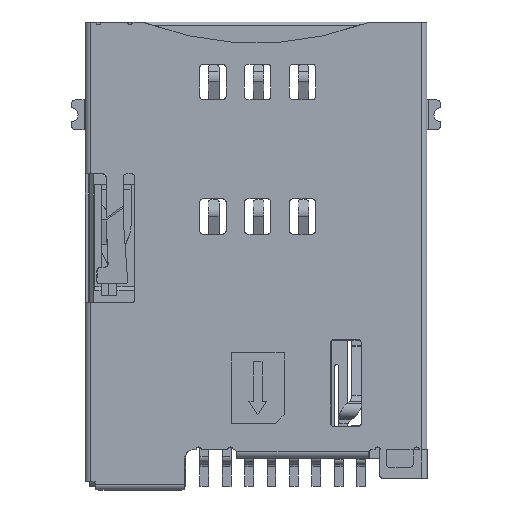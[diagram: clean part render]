
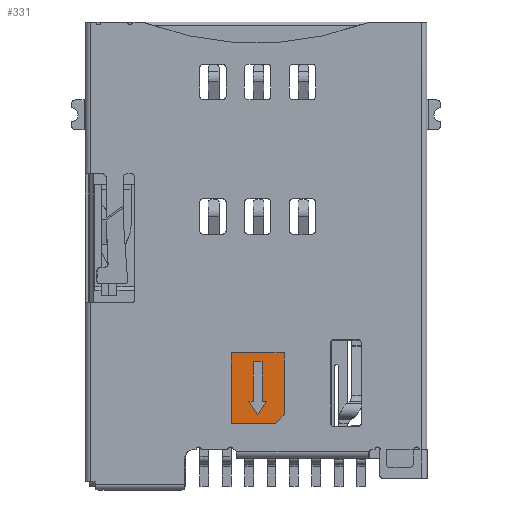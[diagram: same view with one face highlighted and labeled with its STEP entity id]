
A CAD part, top view. The second image highlights one B-rep face of the part: STEP entity #331.
In plain terms, the highlighted planar face has unit normal (0, 0, 1).
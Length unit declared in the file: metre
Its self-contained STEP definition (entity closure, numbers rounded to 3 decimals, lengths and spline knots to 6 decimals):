
#331 = ADVANCED_FACE( '', ( #1544, #1545 ), #1546, .T. );
#1544 = FACE_OUTER_BOUND( '', #4095, .T. );
#1545 = FACE_BOUND( '', #4096, .T. );
#1546 = PLANE( '', #4097 );
#4095 = EDGE_LOOP( '', ( #8031, #8032, #8033, #8034, #8035 ) );
#4096 = EDGE_LOOP( '', ( #8036, #8037, #8038, #8039, #8040, #8041, #8042 ) );
#4097 = AXIS2_PLACEMENT_3D( '', #8043, #8044, #8045 );
#8031 = ORIENTED_EDGE( '', *, *, #14412, .T. );
#8032 = ORIENTED_EDGE( '', *, *, #14663, .T. );
#8033 = ORIENTED_EDGE( '', *, *, #14664, .T. );
#8034 = ORIENTED_EDGE( '', *, *, #14187, .F. );
#8035 = ORIENTED_EDGE( '', *, *, #14665, .T. );
#8036 = ORIENTED_EDGE( '', *, *, #14316, .F. );
#8037 = ORIENTED_EDGE( '', *, *, #14178, .F. );
#8038 = ORIENTED_EDGE( '', *, *, #14666, .T. );
#8039 = ORIENTED_EDGE( '', *, *, #14667, .T. );
#8040 = ORIENTED_EDGE( '', *, *, #14668, .T. );
#8041 = ORIENTED_EDGE( '', *, *, #14669, .T. );
#8042 = ORIENTED_EDGE( '', *, *, #14670, .T. );
#8043 = CARTESIAN_POINT( '', ( 0.025452, 0.004626, 0.00192 ) );
#8044 = DIRECTION( '', ( 0., 0., 1. ) );
#8045 = DIRECTION( '', ( 1., 0., 0. ) );
#14178 = EDGE_CURVE( '', #17371, #17372, #17373, .T. );
#14187 = EDGE_CURVE( '', #17387, #17388, #17389, .T. );
#14316 = EDGE_CURVE( '', #17372, #17620, #17621, .T. );
#14412 = EDGE_CURVE( '', #17792, #17793, #17794, .T. );
#14663 = EDGE_CURVE( '', #17793, #18229, #18230, .T. );
#14664 = EDGE_CURVE( '', #18229, #17388, #18231, .T. );
#14665 = EDGE_CURVE( '', #17387, #17792, #18232, .T. );
#14666 = EDGE_CURVE( '', #17371, #18233, #18234, .T. );
#14667 = EDGE_CURVE( '', #18233, #18235, #18236, .T. );
#14668 = EDGE_CURVE( '', #18235, #18237, #18238, .T. );
#14669 = EDGE_CURVE( '', #18237, #18239, #18240, .T. );
#14670 = EDGE_CURVE( '', #18239, #17620, #18241, .T. );
#17371 = VERTEX_POINT( '', #22340 );
#17372 = VERTEX_POINT( '', #22341 );
#17373 = LINE( '', #22342, #22343 );
#17387 = VERTEX_POINT( '', #22364 );
#17388 = VERTEX_POINT( '', #22365 );
#17389 = LINE( '', #22366, #22367 );
#17620 = VERTEX_POINT( '', #22730 );
#17621 = LINE( '', #22731, #22732 );
#17792 = VERTEX_POINT( '', #22996 );
#17793 = VERTEX_POINT( '', #22997 );
#17794 = LINE( '', #22998, #22999 );
#18229 = VERTEX_POINT( '', #23655 );
#18230 = LINE( '', #23656, #23657 );
#18231 = LINE( '', #23658, #23659 );
#18232 = LINE( '', #23660, #23661 );
#18233 = VERTEX_POINT( '', #23662 );
#18234 = LINE( '', #23663, #23664 );
#18235 = VERTEX_POINT( '', #23665 );
#18236 = LINE( '', #23666, #23667 );
#18237 = VERTEX_POINT( '', #23668 );
#18238 = LINE( '', #23669, #23670 );
#18239 = VERTEX_POINT( '', #23671 );
#18240 = LINE( '', #23672, #23673 );
#18241 = LINE( '', #23674, #23675 );
#22340 = CARTESIAN_POINT( '', ( 0.026088, 0.005112, 0.00192 ) );
#22341 = CARTESIAN_POINT( '', ( 0.025588, 0.005112, 0.00192 ) );
#22342 = CARTESIAN_POINT( '', ( 0.026088, 0.005112, 0.00192 ) );
#22343 = VECTOR( '', #27570, 1. );
#22364 = CARTESIAN_POINT( '', ( 0.024338, 0.001612, 0.00192 ) );
#22365 = CARTESIAN_POINT( '', ( 0.024338, 0.005612, 0.00192 ) );
#22366 = CARTESIAN_POINT( '', ( 0.024338, 0.001612, 0.00192 ) );
#22367 = VECTOR( '', #27581, 1. );
#22730 = CARTESIAN_POINT( '', ( 0.025588, 0.002862, 0.00192 ) );
#22731 = CARTESIAN_POINT( '', ( 0.025588, 0.005112, 0.00192 ) );
#22732 = VECTOR( '', #27750, 1. );
#22996 = CARTESIAN_POINT( '', ( 0.026838, 0.001612, 0.00192 ) );
#22997 = CARTESIAN_POINT( '', ( 0.027338, 0.002112, 0.00192 ) );
#22998 = CARTESIAN_POINT( '', ( 0.026838, 0.001612, 0.00192 ) );
#22999 = VECTOR( '', #27874, 1. );
#23655 = CARTESIAN_POINT( '', ( 0.027338, 0.005612, 0.00192 ) );
#23656 = CARTESIAN_POINT( '', ( 0.027338, 0.002112, 0.00192 ) );
#23657 = VECTOR( '', #28220, 1. );
#23658 = CARTESIAN_POINT( '', ( 0.027338, 0.005612, 0.00192 ) );
#23659 = VECTOR( '', #28221, 1. );
#23660 = CARTESIAN_POINT( '', ( 0.024338, 0.001612, 0.00192 ) );
#23661 = VECTOR( '', #28222, 1. );
#23662 = CARTESIAN_POINT( '', ( 0.026088, 0.002862, 0.00192 ) );
#23663 = CARTESIAN_POINT( '', ( 0.026088, 0.005112, 0.00192 ) );
#23664 = VECTOR( '', #28223, 1. );
#23665 = CARTESIAN_POINT( '', ( 0.026338, 0.002862, 0.00192 ) );
#23666 = CARTESIAN_POINT( '', ( 0.026088, 0.002862, 0.00192 ) );
#23667 = VECTOR( '', #28224, 1. );
#23668 = CARTESIAN_POINT( '', ( 0.025838, 0.002112, 0.00192 ) );
#23669 = CARTESIAN_POINT( '', ( 0.026338, 0.002862, 0.00192 ) );
#23670 = VECTOR( '', #28225, 1. );
#23671 = CARTESIAN_POINT( '', ( 0.025338, 0.002862, 0.00192 ) );
#23672 = CARTESIAN_POINT( '', ( 0.025838, 0.002112, 0.00192 ) );
#23673 = VECTOR( '', #28226, 1. );
#23674 = CARTESIAN_POINT( '', ( 0.025338, 0.002862, 0.00192 ) );
#23675 = VECTOR( '', #28227, 1. );
#27570 = DIRECTION( '', ( -1., 0., 0. ) );
#27581 = DIRECTION( '', ( 0., 1., 0. ) );
#27750 = DIRECTION( '', ( 0., -1., 0. ) );
#27874 = DIRECTION( '', ( 0.707, 0.707, 0. ) );
#28220 = DIRECTION( '', ( 0., 1., 0. ) );
#28221 = DIRECTION( '', ( -1., 0., 0. ) );
#28222 = DIRECTION( '', ( 1., 0., 0. ) );
#28223 = DIRECTION( '', ( 0., -1., 0. ) );
#28224 = DIRECTION( '', ( 1., 0., 0. ) );
#28225 = DIRECTION( '', ( -0.555, -0.832, 0. ) );
#28226 = DIRECTION( '', ( -0.555, 0.832, 0. ) );
#28227 = DIRECTION( '', ( 1., 0., 0. ) );
